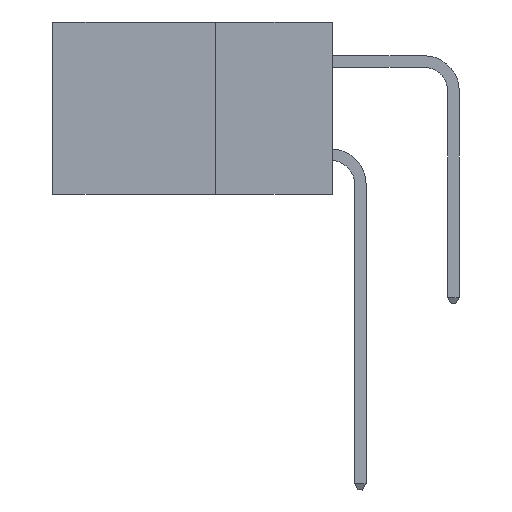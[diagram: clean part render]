
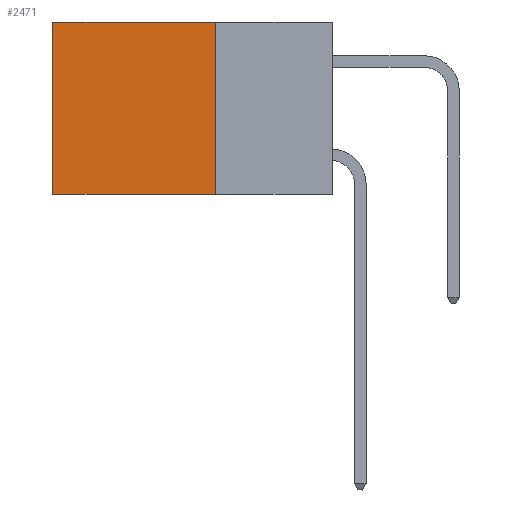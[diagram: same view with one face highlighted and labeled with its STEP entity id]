
A CAD part, left-side view. The second image highlights one B-rep face of the part: STEP entity #2471.
In plain terms, the highlighted planar face has unit normal (-1, 0, 0).
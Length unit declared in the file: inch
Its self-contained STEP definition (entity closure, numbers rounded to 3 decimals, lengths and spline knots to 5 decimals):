
#124 = VECTOR ( 'NONE', #11941, 39.37008 ) ;
#131 = VERTEX_POINT ( 'NONE', #7509 ) ;
#169 = ORIENTED_EDGE ( 'NONE', *, *, #5493, .T. ) ;
#481 = ORIENTED_EDGE ( 'NONE', *, *, #3747, .F. ) ;
#977 = EDGE_CURVE ( 'NONE', #2772, #4792, #4502, .T. ) ;
#1207 = VECTOR ( 'NONE', #1505, 39.37008 ) ;
#1341 = CARTESIAN_POINT ( 'NONE',  ( 0.298, 0.25, 0. ) ) ;
#1505 = DIRECTION ( 'NONE',  ( 0., 1., 0. ) ) ;
#2356 = DIRECTION ( 'NONE',  ( 0., 0., -1. ) ) ;
#2471 = ADVANCED_FACE ( 'NONE', ( #7366 ), #7228, .F. ) ;
#2616 = VECTOR ( 'NONE', #4709, 39.37008 ) ;
#2772 = VERTEX_POINT ( 'NONE', #10750 ) ;
#2986 = DIRECTION ( 'NONE',  ( 0., 0., -1. ) ) ;
#3049 = DIRECTION ( 'NONE',  ( 1., 0., 0. ) ) ;
#3151 = AXIS2_PLACEMENT_3D ( 'NONE', #8972, #3049, #2986 ) ;
#3172 = VECTOR ( 'NONE', #2356, 39.37008 ) ;
#3338 = EDGE_LOOP ( 'NONE', ( #169, #11099, #481, #3546 ) ) ;
#3546 = ORIENTED_EDGE ( 'NONE', *, *, #977, .T. ) ;
#3747 = EDGE_CURVE ( 'NONE', #2772, #9898, #5944, .T. ) ;
#4056 = EDGE_CURVE ( 'NONE', #9898, #131, #6095, .T. ) ;
#4502 = LINE ( 'NONE', #1341, #1207 ) ;
#4709 = DIRECTION ( 'NONE',  ( 0., 1., 0. ) ) ;
#4792 = VERTEX_POINT ( 'NONE', #5701 ) ;
#5207 = CARTESIAN_POINT ( 'NONE',  ( 0.298, 0.6, 0. ) ) ;
#5493 = EDGE_CURVE ( 'NONE', #4792, #131, #7898, .T. ) ;
#5552 = CARTESIAN_POINT ( 'NONE',  ( 0.298, 0.25, -0.37 ) ) ;
#5701 = CARTESIAN_POINT ( 'NONE',  ( 0.298, 0.6, 0. ) ) ;
#5944 = LINE ( 'NONE', #8477, #3172 ) ;
#6095 = LINE ( 'NONE', #5552, #2616 ) ;
#7228 = PLANE ( 'NONE',  #3151 ) ;
#7366 = FACE_OUTER_BOUND ( 'NONE', #3338, .T. ) ;
#7509 = CARTESIAN_POINT ( 'NONE',  ( 0.298, 0.6, -0.37 ) ) ;
#7898 = LINE ( 'NONE', #5207, #124 ) ;
#8477 = CARTESIAN_POINT ( 'NONE',  ( 0.298, 0.25, 0. ) ) ;
#8893 = CARTESIAN_POINT ( 'NONE',  ( 0.298, 0.25, -0.37 ) ) ;
#8972 = CARTESIAN_POINT ( 'NONE',  ( 0.298, 0.25, 0. ) ) ;
#9898 = VERTEX_POINT ( 'NONE', #8893 ) ;
#10750 = CARTESIAN_POINT ( 'NONE',  ( 0.298, 0.25, 0. ) ) ;
#11099 = ORIENTED_EDGE ( 'NONE', *, *, #4056, .F. ) ;
#11941 = DIRECTION ( 'NONE',  ( 0., 0., -1. ) ) ;
